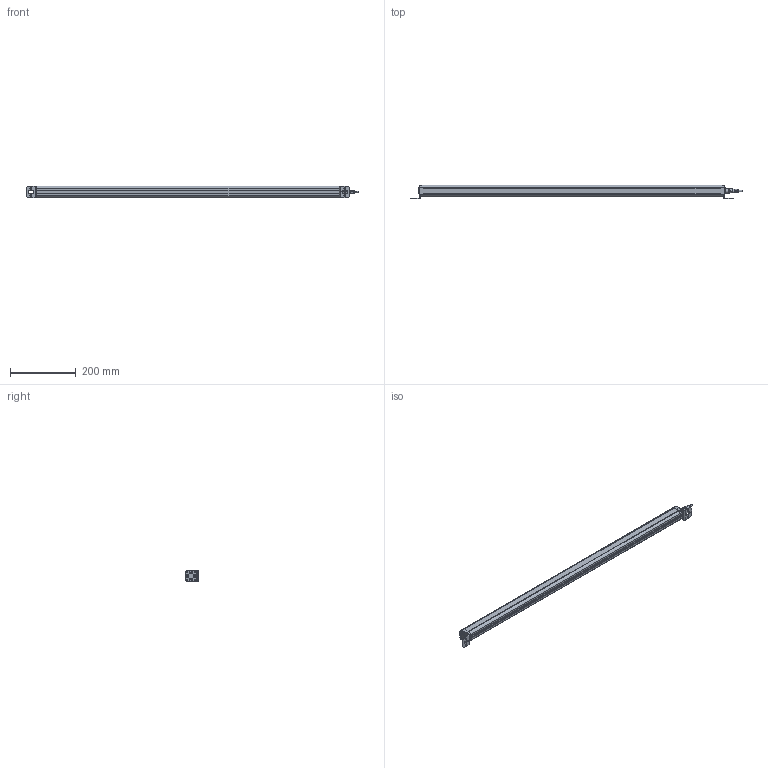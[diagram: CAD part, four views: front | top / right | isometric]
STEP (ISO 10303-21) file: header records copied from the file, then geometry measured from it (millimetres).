
FILE_DESCRIPTION((''),'2;1');
FILE_NAME('PRT0001','2022-07-07T',('EDY'),(''),'CREO PARAMETRIC BY PTC INC, 2018070','CREO PARAMETRIC BY PTC INC, 2018070','');
FILE_SCHEMA(('CONFIG_CONTROL_DESIGN'));
Length unit declared in the file: millimetre
Products named in the file (1): PRT0001
Bounding box: 1013.6 x 42.5 x 36 mm (x, y, z)
Volume: 899872.1 mm3; surface area: 191481.4 mm2
Topology: 2 solids, 5 shells, 510 faces, 1308 edges, 844 vertices
Faces by surface type: plane 244, cylinder 219, cone 29, sphere 14, torus 2, extrusion 2
Entity records: 15805 total; most frequent: CARTESIAN_POINT 2977, DIRECTION 2779, ORIENTED_EDGE 2576, EDGE_CURVE 1288, AXIS2_PLACEMENT_3D 1032, VERTEX_POINT 844, VECTOR 715, LINE 713
